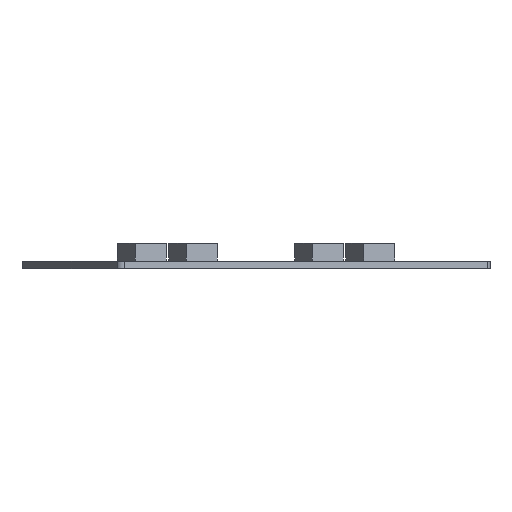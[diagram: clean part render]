
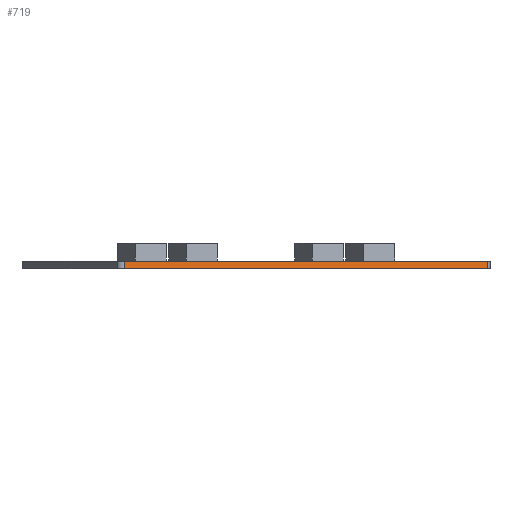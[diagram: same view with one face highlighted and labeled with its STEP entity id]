
A CAD part, left-side view. The second image highlights one B-rep face of the part: STEP entity #719.
In plain terms, the highlighted planar face has unit normal (-0.866, -0.5, 0).
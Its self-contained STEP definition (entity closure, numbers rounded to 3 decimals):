
#101=FACE_OUTER_BOUND('',#143,.T.);
#143=EDGE_LOOP('',(#595,#596,#597,#598));
#227=LINE('',#1164,#299);
#228=LINE('',#1167,#300);
#229=LINE('',#1169,#301);
#230=LINE('',#1170,#302);
#299=VECTOR('',#961,10.);
#300=VECTOR('',#964,10.);
#301=VECTOR('',#965,10.);
#302=VECTOR('',#966,10.);
#363=VERTEX_POINT('',#1160);
#364=VERTEX_POINT('',#1162);
#365=VERTEX_POINT('',#1166);
#366=VERTEX_POINT('',#1168);
#453=EDGE_CURVE('',#363,#364,#227,.T.);
#454=EDGE_CURVE('',#365,#363,#228,.T.);
#455=EDGE_CURVE('',#366,#364,#229,.T.);
#456=EDGE_CURVE('',#365,#366,#230,.T.);
#595=ORIENTED_EDGE('',*,*,#454,.T.);
#596=ORIENTED_EDGE('',*,*,#453,.T.);
#597=ORIENTED_EDGE('',*,*,#455,.F.);
#598=ORIENTED_EDGE('',*,*,#456,.F.);
#684=PLANE('',#789);
#719=ADVANCED_FACE('',(#101),#684,.T.);
#789=AXIS2_PLACEMENT_3D('',#1165,#962,#963);
#961=DIRECTION('',(0.,0.,1.));
#962=DIRECTION('center_axis',(-0.866,-0.5,0.));
#963=DIRECTION('ref_axis',(0.5,-0.866,0.));
#964=DIRECTION('',(0.5,-0.866,0.));
#965=DIRECTION('',(0.5,-0.866,0.));
#966=DIRECTION('',(0.,0.,1.));
#1160=CARTESIAN_POINT('',(41.405,3.371,110.));
#1162=CARTESIAN_POINT('',(41.405,3.371,111.5));
#1164=CARTESIAN_POINT('',(41.405,3.371,110.));
#1165=CARTESIAN_POINT('Origin',(0.405,74.385,110.));
#1166=CARTESIAN_POINT('',(0.405,74.385,110.));
#1167=CARTESIAN_POINT('',(0.405,74.385,110.));
#1168=CARTESIAN_POINT('',(0.405,74.385,111.5));
#1169=CARTESIAN_POINT('',(0.405,74.385,111.5));
#1170=CARTESIAN_POINT('',(0.405,74.385,110.));
